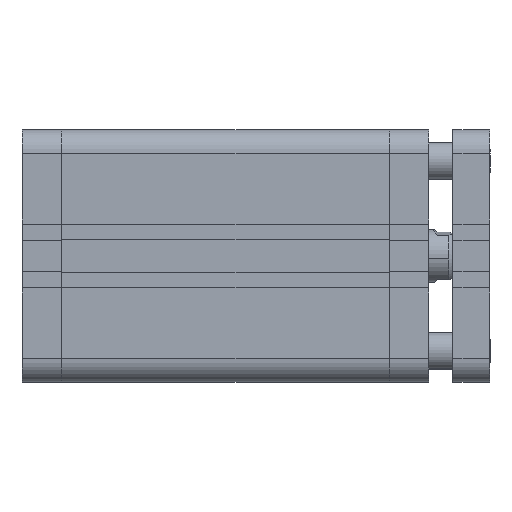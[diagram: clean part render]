
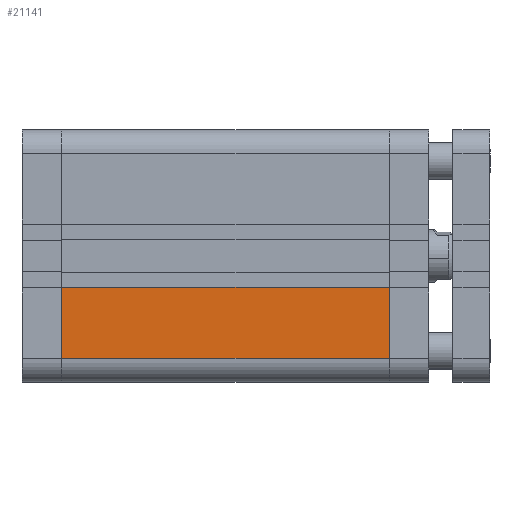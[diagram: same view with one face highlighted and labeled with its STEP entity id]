
A CAD part, front view. The second image highlights one B-rep face of the part: STEP entity #21141.
In plain terms, the highlighted planar face has unit normal (0, -1, 0).
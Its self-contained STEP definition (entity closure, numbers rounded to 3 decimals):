
#51 = CARTESIAN_POINT ( 'NONE',  ( 124., -47.75, -47.75 ) ) ;
#201 = ORIENTED_EDGE ( 'NONE', *, *, #33072, .T. ) ;
#813 = DIRECTION ( 'NONE',  ( -1., 0., 0. ) ) ;
#1210 = LINE ( 'NONE', #20226, #30776 ) ;
#2354 = CARTESIAN_POINT ( 'NONE',  ( 0., -47.75, -47.75 ) ) ;
#3853 = CARTESIAN_POINT ( 'NONE',  ( 124., -47.75, -11.8 ) ) ;
#4283 = EDGE_CURVE ( 'NONE', #13836, #30292, #1210, .T. ) ;
#4626 = DIRECTION ( 'NONE',  ( 0., 1., 0. ) ) ;
#7501 = CARTESIAN_POINT ( 'NONE',  ( 124., -47.75, -47.75 ) ) ;
#8294 = DIRECTION ( 'NONE',  ( 0., 0., -1. ) ) ;
#10147 = DIRECTION ( 'NONE',  ( 0., 0., 1. ) ) ;
#12200 = ORIENTED_EDGE ( 'NONE', *, *, #4283, .T. ) ;
#12874 = EDGE_CURVE ( 'NONE', #30292, #34220, #24025, .T. ) ;
#13827 = FACE_OUTER_BOUND ( 'NONE', #24756, .T. ) ;
#13836 = VERTEX_POINT ( 'NONE', #3853 ) ;
#13999 = ORIENTED_EDGE ( 'NONE', *, *, #12874, .T. ) ;
#15016 = VECTOR ( 'NONE', #37279, 1000. ) ;
#15560 = CARTESIAN_POINT ( 'NONE',  ( 124., -47.75, -38.75 ) ) ;
#16011 = VECTOR ( 'NONE', #8294, 1000. ) ;
#17694 = VECTOR ( 'NONE', #31141, 1000. ) ;
#20226 = CARTESIAN_POINT ( 'NONE',  ( 124.001, -47.75, -11.8 ) ) ;
#21141 = ADVANCED_FACE ( 'NONE', ( #13827 ), #29593, .F. ) ;
#24025 = LINE ( 'NONE', #2354, #16011 ) ;
#24756 = EDGE_LOOP ( 'NONE', ( #12200, #13999, #201, #26535 ) ) ;
#26224 = CARTESIAN_POINT ( 'NONE',  ( 124., -47.75, -38.75 ) ) ;
#26535 = ORIENTED_EDGE ( 'NONE', *, *, #36494, .F. ) ;
#27414 = VERTEX_POINT ( 'NONE', #26224 ) ;
#29103 = CARTESIAN_POINT ( 'NONE',  ( 0., -47.75, -38.75 ) ) ;
#29593 = PLANE ( 'NONE',  #37285 ) ;
#30292 = VERTEX_POINT ( 'NONE', #40344 ) ;
#30776 = VECTOR ( 'NONE', #813, 1000. ) ;
#31120 = LINE ( 'NONE', #15560, #15016 ) ;
#31141 = DIRECTION ( 'NONE',  ( 0., 0., -1. ) ) ;
#31742 = LINE ( 'NONE', #51, #17694 ) ;
#33072 = EDGE_CURVE ( 'NONE', #34220, #27414, #31120, .T. ) ;
#34220 = VERTEX_POINT ( 'NONE', #29103 ) ;
#36494 = EDGE_CURVE ( 'NONE', #13836, #27414, #31742, .T. ) ;
#37279 = DIRECTION ( 'NONE',  ( 1., 0., 0. ) ) ;
#37285 = AXIS2_PLACEMENT_3D ( 'NONE', #7501, #4626, #10147 ) ;
#40344 = CARTESIAN_POINT ( 'NONE',  ( 0., -47.75, -11.8 ) ) ;
